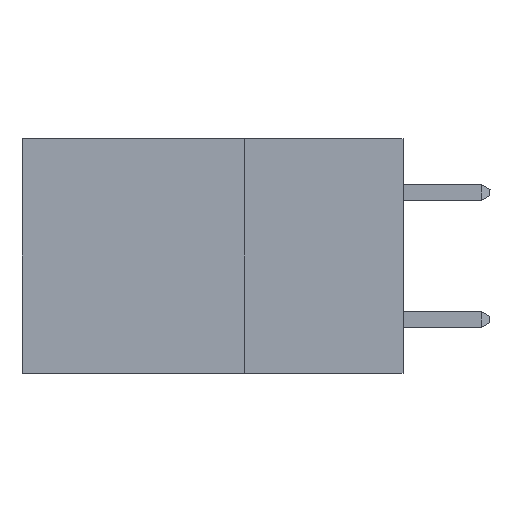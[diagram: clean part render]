
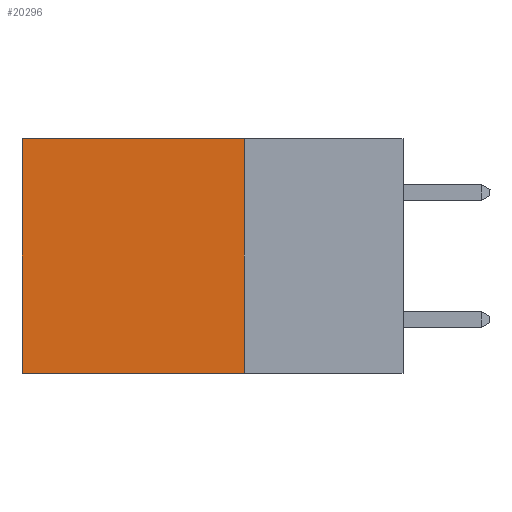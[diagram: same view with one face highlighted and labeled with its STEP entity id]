
A CAD part, left-side view. The second image highlights one B-rep face of the part: STEP entity #20296.
In plain terms, the highlighted planar face has unit normal (-1, 0, 0).
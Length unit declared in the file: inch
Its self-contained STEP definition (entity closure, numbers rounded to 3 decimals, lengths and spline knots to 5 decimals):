
#123 = CARTESIAN_POINT ( 'NONE',  ( 0.2875, 0.25, -0.37 ) ) ;
#845 = LINE ( 'NONE', #21960, #21830 ) ;
#1224 = FACE_OUTER_BOUND ( 'NONE', #11228, .T. ) ;
#1969 = CARTESIAN_POINT ( 'NONE',  ( 0.2875, 0.25, 0. ) ) ;
#2259 = EDGE_CURVE ( 'NONE', #15140, #15098, #14607, .T. ) ;
#5258 = ORIENTED_EDGE ( 'NONE', *, *, #16620, .F. ) ;
#6173 = VERTEX_POINT ( 'NONE', #123 ) ;
#7361 = DIRECTION ( 'NONE',  ( 0., 1., 0. ) ) ;
#7440 = VECTOR ( 'NONE', #7791, 39.37008 ) ;
#7704 = CARTESIAN_POINT ( 'NONE',  ( 0.2875, 0.25, -0.37 ) ) ;
#7791 = DIRECTION ( 'NONE',  ( 0., 0., -1. ) ) ;
#8616 = LINE ( 'NONE', #7704, #12609 ) ;
#8915 = DIRECTION ( 'NONE',  ( 0., 0., -1. ) ) ;
#9923 = DIRECTION ( 'NONE',  ( 1., 0., 0. ) ) ;
#9932 = CARTESIAN_POINT ( 'NONE',  ( 0.2875, 0.6, 0. ) ) ;
#10032 = VECTOR ( 'NONE', #7361, 39.37008 ) ;
#10744 = ORIENTED_EDGE ( 'NONE', *, *, #2259, .T. ) ;
#11136 = LINE ( 'NONE', #1969, #7440 ) ;
#11228 = EDGE_LOOP ( 'NONE', ( #23169, #15091, #5258, #10744 ) ) ;
#12609 = VECTOR ( 'NONE', #15209, 39.37008 ) ;
#14607 = LINE ( 'NONE', #17063, #10032 ) ;
#15091 = ORIENTED_EDGE ( 'NONE', *, *, #18548, .F. ) ;
#15098 = VERTEX_POINT ( 'NONE', #9932 ) ;
#15140 = VERTEX_POINT ( 'NONE', #19541 ) ;
#15209 = DIRECTION ( 'NONE',  ( 0., 1., 0. ) ) ;
#15758 = AXIS2_PLACEMENT_3D ( 'NONE', #23592, #9923, #17654 ) ;
#16620 = EDGE_CURVE ( 'NONE', #15140, #6173, #11136, .T. ) ;
#17063 = CARTESIAN_POINT ( 'NONE',  ( 0.2875, 0.25, 0. ) ) ;
#17490 = VERTEX_POINT ( 'NONE', #20163 ) ;
#17654 = DIRECTION ( 'NONE',  ( 0., 0., -1. ) ) ;
#18548 = EDGE_CURVE ( 'NONE', #6173, #17490, #8616, .T. ) ;
#19541 = CARTESIAN_POINT ( 'NONE',  ( 0.2875, 0.25, 0. ) ) ;
#19794 = PLANE ( 'NONE',  #15758 ) ;
#20163 = CARTESIAN_POINT ( 'NONE',  ( 0.2875, 0.6, -0.37 ) ) ;
#20296 = ADVANCED_FACE ( 'NONE', ( #1224 ), #19794, .F. ) ;
#21830 = VECTOR ( 'NONE', #8915, 39.37008 ) ;
#21960 = CARTESIAN_POINT ( 'NONE',  ( 0.2875, 0.6, 0. ) ) ;
#22259 = EDGE_CURVE ( 'NONE', #15098, #17490, #845, .T. ) ;
#23169 = ORIENTED_EDGE ( 'NONE', *, *, #22259, .T. ) ;
#23592 = CARTESIAN_POINT ( 'NONE',  ( 0.2875, 0.25, 0. ) ) ;
